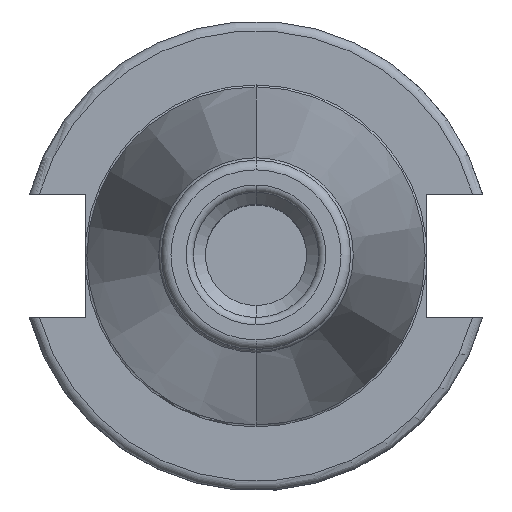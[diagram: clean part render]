
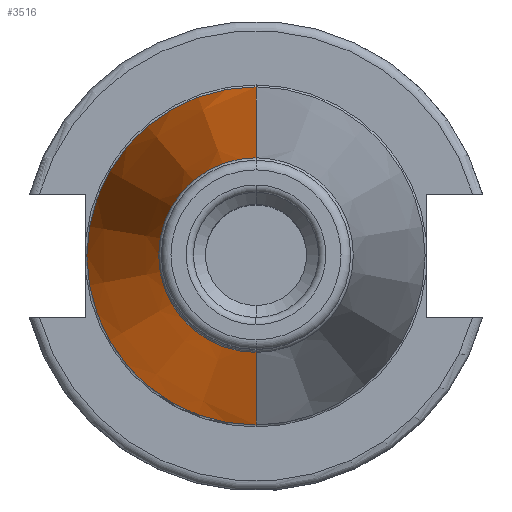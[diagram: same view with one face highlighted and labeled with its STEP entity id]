
A CAD part, top view. The second image highlights one B-rep face of the part: STEP entity #3516.
In plain terms, the highlighted conical face has half-angle 8.297 degrees and reference radius 27.65 mm.
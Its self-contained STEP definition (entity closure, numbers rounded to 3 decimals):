
#1293=DIRECTION('',(0,-0.144,0.99));
#1294=VECTOR('',#1293,103.254);
#1295=CARTESIAN_POINT('',(0,35.1,14));
#1296=LINE('',#1295,#1294);
#1297=DIRECTION('',(0,0.144,0.99));
#1298=VECTOR('',#1297,103.254);
#1299=CARTESIAN_POINT('',(0,-35.1,14));
#1300=LINE('',#1299,#1298);
#1301=CARTESIAN_POINT('',(0,0,14));
#1302=DIRECTION('',(0,0,1));
#1303=DIRECTION('',(0,1,0));
#1304=AXIS2_PLACEMENT_3D('',#1301,#1302,#1303);
#1326=CARTESIAN_POINT('',(0,0,116.173));
#1327=DIRECTION('',(0,0,1));
#1328=DIRECTION('',(0,1,0));
#1329=AXIS2_PLACEMENT_3D('',#1326,#1327,#1328);
#1668=CARTESIAN_POINT('',(0,35.1,14));
#1669=VERTEX_POINT('',#1668);
#1670=CARTESIAN_POINT('',(0,20.2,116.173));
#1671=VERTEX_POINT('',#1670);
#1708=CARTESIAN_POINT('',(0,-35.1,14));
#1709=VERTEX_POINT('',#1708);
#1710=CARTESIAN_POINT('',(0,-20.2,116.173));
#1711=VERTEX_POINT('',#1710);
#3502=CARTESIAN_POINT('',(0,0,65.087));
#3503=DIRECTION('',(0,0,-1));
#3504=DIRECTION('',(0,-1,0));
#3505=AXIS2_PLACEMENT_3D('',#3502,#3503,#3504);
#3506=CONICAL_SURFACE('',#3505,27.65,8.297);
#3508=ORIENTED_EDGE('',*,*,#3507,.T.);
#3510=ORIENTED_EDGE('',*,*,#3509,.T.);
#3512=ORIENTED_EDGE('',*,*,#3511,.F.);
#3513=ORIENTED_EDGE('',*,*,#3495,.F.);
#3514=EDGE_LOOP('',(#3508,#3510,#3512,#3513));
#3515=FACE_OUTER_BOUND('',#3514,.F.);
#3516=ADVANCED_FACE('',(#3515),#3506,.T.);
#1305=CIRCLE('',#1304,35.1);
#1330=CIRCLE('',#1329,20.2);
#3495=EDGE_CURVE('',#1669,#1709,#1305,.T.);
#3507=EDGE_CURVE('',#1669,#1671,#1296,.T.);
#3509=EDGE_CURVE('',#1671,#1711,#1330,.T.);
#3511=EDGE_CURVE('',#1709,#1711,#1300,.T.);
